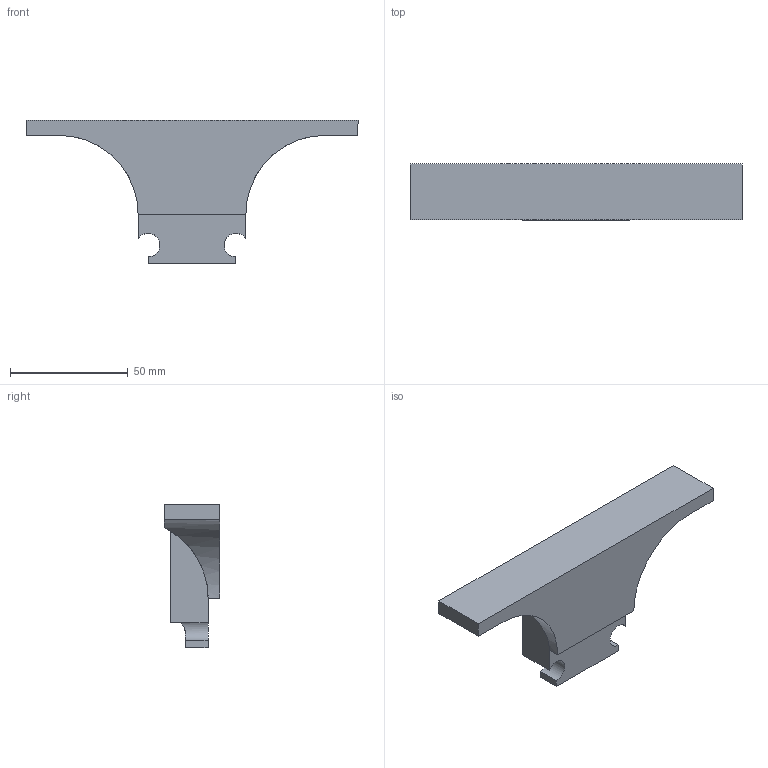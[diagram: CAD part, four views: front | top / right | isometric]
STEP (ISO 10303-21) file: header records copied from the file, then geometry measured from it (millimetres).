
FILE_DESCRIPTION (( 'STEP AP214' ), '1' );
FILE_NAME ('front bumper.STEP', '2024-08-30T07:29:36', ( '' ), ( '' ), 'SwSTEP 2.0', 'SolidWorks 2023', '' );
FILE_SCHEMA (( 'AUTOMOTIVE_DESIGN' ));
Length unit declared in the file: millimetre
Products named in the file (1): front bumper
Bounding box: 141 x 23.72 x 61.1 mm (x, y, z)
Volume: 73491.9 mm3; surface area: 15825.8 mm2
Topology: 1 solids, 1 shells, 22 faces, 56 edges, 36 vertices
Faces by surface type: plane 16, cylinder 6
Entity records: 779 total; most frequent: CARTESIAN_POINT 219, ORIENTED_EDGE 112, DIRECTION 110, EDGE_CURVE 56, VECTOR 40, LINE 40, VERTEX_POINT 36, AXIS2_PLACEMENT_3D 35
